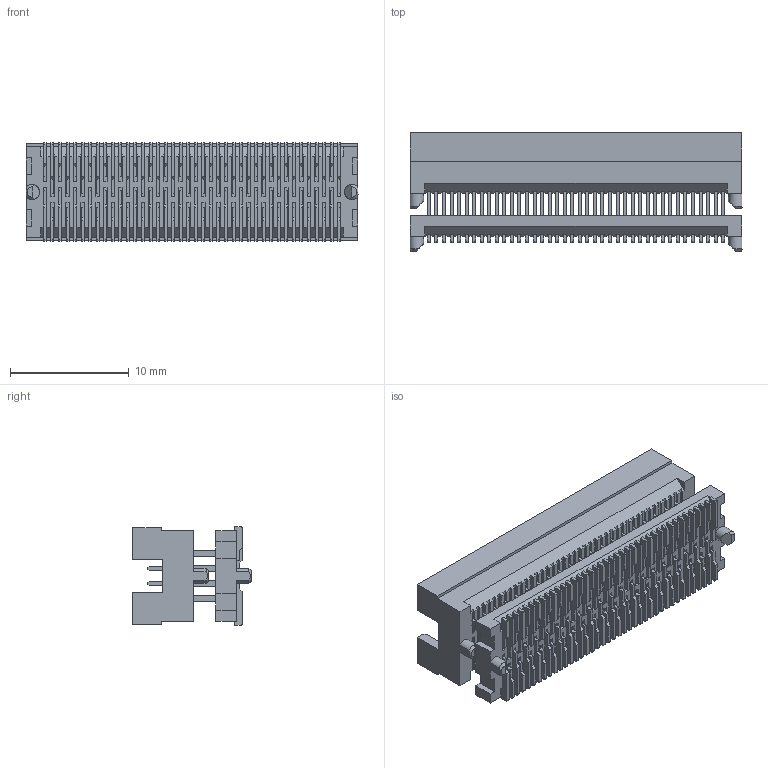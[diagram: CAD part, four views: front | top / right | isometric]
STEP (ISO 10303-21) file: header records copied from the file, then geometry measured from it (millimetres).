
FILE_DESCRIPTION((''),'2;1');
FILE_NAME('FBB12709_ASM','2026-03-16T17:36:49',('gongchengVV'),(''),'CREO PARAMETRIC BY PTC INC, 2020033','CREO PARAMETRIC BY PTC INC, 2020033','');
FILE_SCHEMA(('CONFIG_CONTROL_DESIGN'));
Products named in the file (1): FBB12709_ASM
Bounding box: 27.94 x 9.97 x 8.27 mm (x, y, z)
Volume: 797.6 mm3; surface area: 2685.9 mm2
Topology: 1 solids, 1 shells, 3086 faces, 8687 edges, 5790 vertices
Faces by surface type: plane 2958, cylinder 124, cone 4
Entity records: 98167 total; most frequent: CARTESIAN_POINT 17693, ORIENTED_EDGE 17374, DIRECTION 15099, EDGE_CURVE 8687, VECTOR 8415, LINE 8415, VERTEX_POINT 5790, EDGE_LOOP 3431
